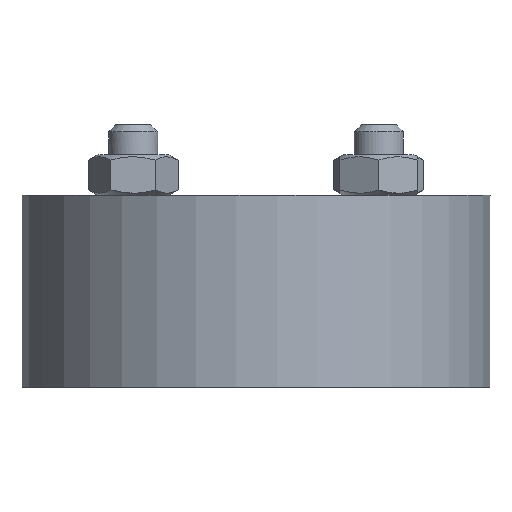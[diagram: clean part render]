
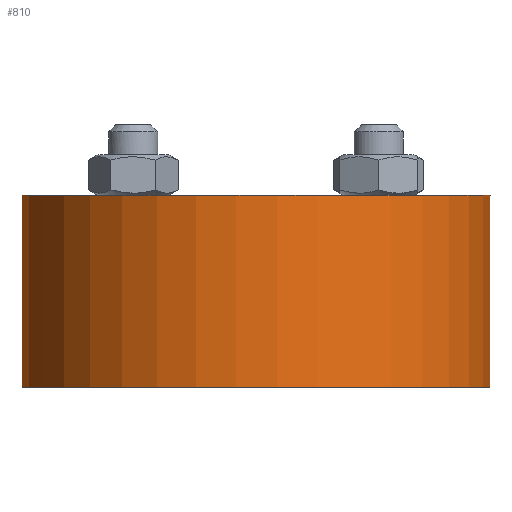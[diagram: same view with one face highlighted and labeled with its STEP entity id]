
A CAD part, left-side view. The second image highlights one B-rep face of the part: STEP entity #810.
In plain terms, the highlighted cylindrical face has radius 57.5 mm (diameter 115 mm), a full revolution.
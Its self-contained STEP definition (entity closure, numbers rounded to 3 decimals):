
#695=CARTESIAN_POINT('',(-52.072,-24.388,23.5));
#696=VERTEX_POINT('',#695);
#697=CARTESIAN_POINT('',(47.156,-32.902,23.5));
#698=VERTEX_POINT('',#697);
#699=CARTESIAN_POINT('',(-0.,-0.,23.5));
#700=DIRECTION('',(0.,0.,1.));
#701=DIRECTION('',(-0.906,-0.424,0.));
#702=AXIS2_PLACEMENT_3D('',#699,#700,#701);
#703=CIRCLE('',#702,57.5);
#704=EDGE_CURVE('',#696,#698,#703,.T.);
#706=CARTESIAN_POINT('',(57.5,0.,23.5));
#707=VERTEX_POINT('',#706);
#708=CARTESIAN_POINT('',(-0.,-0.,23.5));
#709=DIRECTION('',(0.,0.,1.));
#710=DIRECTION('',(-0.906,-0.424,0.));
#711=AXIS2_PLACEMENT_3D('',#708,#709,#710);
#712=CIRCLE('',#711,57.5);
#713=EDGE_CURVE('',#698,#707,#712,.T.);
#715=CARTESIAN_POINT('',(4.916,57.289,23.5));
#716=VERTEX_POINT('',#715);
#717=CARTESIAN_POINT('',(-0.,-0.,23.5));
#718=DIRECTION('',(0.,0.,1.));
#719=DIRECTION('',(-0.906,-0.424,0.));
#720=AXIS2_PLACEMENT_3D('',#717,#718,#719);
#721=CIRCLE('',#720,57.5);
#722=EDGE_CURVE('',#707,#716,#721,.T.);
#724=CARTESIAN_POINT('',(-0.,-0.,23.5));
#725=DIRECTION('',(0.,0.,1.));
#726=DIRECTION('',(-0.906,-0.424,0.));
#727=AXIS2_PLACEMENT_3D('',#724,#725,#726);
#728=CIRCLE('',#727,57.5);
#729=EDGE_CURVE('',#716,#696,#728,.T.);
#756=CARTESIAN_POINT('',(-0.,-0.,23.5));
#757=DIRECTION('',(0.,0.,1.));
#758=DIRECTION('',(1.,0.,-0.));
#759=AXIS2_PLACEMENT_3D('',#756,#757,#758);
#760=CYLINDRICAL_SURFACE('',#759,57.5);
#761=CARTESIAN_POINT('',(57.5,0.,-23.5));
#762=VERTEX_POINT('',#761);
#763=CARTESIAN_POINT('',(57.5,-0.,23.5));
#764=DIRECTION('',(-0.,-0.,-1.));
#765=VECTOR('',#764,47.);
#766=LINE('',#763,#765);
#767=EDGE_CURVE('',#707,#762,#766,.T.);
#768=ORIENTED_EDGE('',*,*,#767,.T.);
#769=CARTESIAN_POINT('',(4.916,57.289,-23.5));
#770=VERTEX_POINT('',#769);
#771=CARTESIAN_POINT('',(-0.,-0.,-23.5));
#772=DIRECTION('',(-0.,-0.,-1.));
#773=DIRECTION('',(1.,0.,-0.));
#774=AXIS2_PLACEMENT_3D('',#771,#772,#773);
#775=CIRCLE('',#774,57.5);
#776=EDGE_CURVE('',#770,#762,#775,.T.);
#777=ORIENTED_EDGE('',*,*,#776,.F.);
#778=CARTESIAN_POINT('',(-52.072,-24.388,-23.5));
#779=VERTEX_POINT('',#778);
#780=CARTESIAN_POINT('',(-0.,-0.,-23.5));
#781=DIRECTION('',(-0.,-0.,-1.));
#782=DIRECTION('',(1.,0.,-0.));
#783=AXIS2_PLACEMENT_3D('',#780,#781,#782);
#784=CIRCLE('',#783,57.5);
#785=EDGE_CURVE('',#779,#770,#784,.T.);
#786=ORIENTED_EDGE('',*,*,#785,.F.);
#787=CARTESIAN_POINT('',(47.156,-32.902,-23.5));
#788=VERTEX_POINT('',#787);
#789=CARTESIAN_POINT('',(-0.,-0.,-23.5));
#790=DIRECTION('',(-0.,-0.,-1.));
#791=DIRECTION('',(1.,0.,-0.));
#792=AXIS2_PLACEMENT_3D('',#789,#790,#791);
#793=CIRCLE('',#792,57.5);
#794=EDGE_CURVE('',#788,#779,#793,.T.);
#795=ORIENTED_EDGE('',*,*,#794,.F.);
#796=CARTESIAN_POINT('',(-0.,-0.,-23.5));
#797=DIRECTION('',(-0.,-0.,-1.));
#798=DIRECTION('',(1.,0.,-0.));
#799=AXIS2_PLACEMENT_3D('',#796,#797,#798);
#800=CIRCLE('',#799,57.5);
#801=EDGE_CURVE('',#762,#788,#800,.T.);
#802=ORIENTED_EDGE('',*,*,#801,.F.);
#803=ORIENTED_EDGE('',*,*,#767,.F.);
#804=ORIENTED_EDGE('',*,*,#713,.F.);
#805=ORIENTED_EDGE('',*,*,#704,.F.);
#806=ORIENTED_EDGE('',*,*,#729,.F.);
#807=ORIENTED_EDGE('',*,*,#722,.F.);
#808=EDGE_LOOP('',(#768,#777,#786,#795,#802,#803,#804,#805,#806,#807));
#809=FACE_BOUND('',#808,.T.);
#810=ADVANCED_FACE('',(#809),#760,.T.);
